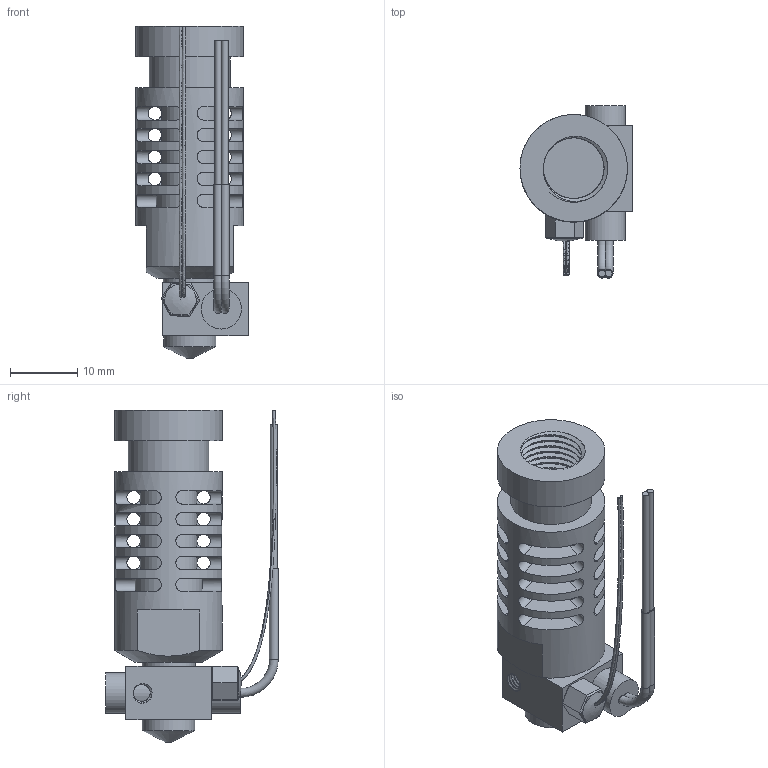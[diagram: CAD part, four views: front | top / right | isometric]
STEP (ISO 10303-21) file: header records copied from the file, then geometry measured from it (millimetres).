
FILE_DESCRIPTION(/* description */ (''),/* implementation_level */ '2;1');
FILE_NAME(/* name */ 'J-Head-Classic-STEP.step',/* time_stamp */ '2020-08-14T17:22:20-05:00',/* author */ (''),/* organization */ (''),/* preprocessor_version */ 'ST-DEVELOPER v18.1',/* originating_system */ 'Autodesk Translation Framework v9.3.0.1241',/* authorisation */ '');
FILE_SCHEMA (('AUTOMOTIVE_DESIGN { 1 0 10303 214 3 1 1 }'));
Length unit declared in the file: millimetre
Products named in the file (1): J-Head-Classic-STEP
Bounding box: 16.68 x 25.65 x 49.4 mm (x, y, z)
Volume: 6877.5 mm3; surface area: 5982.9 mm2
Topology: 3 solids, 4 shells, 315 faces, 825 edges, 517 vertices
Faces by surface type: cylinder 197, plane 99, bspline 15, cone 2, torus 2
Full cylindrical faces by diameter (mm): 2 x16, 2.356 x2, 2.529 x9, 2.927 x3, 3 x1, 3.086 x9, 6 x2, 7.8 x1, 7.87 x1, 9.036 x6, 10.147 x6, 12 x1, 16 x2
Entity records: 17072 total; most frequent: CARTESIAN_POINT 9600, ORIENTED_EDGE 1648, DIRECTION 1407, EDGE_CURVE 824, AXIS2_PLACEMENT_3D 547, VERTEX_POINT 517, EDGE_LOOP 353, FACE_OUTER_BOUND 315
